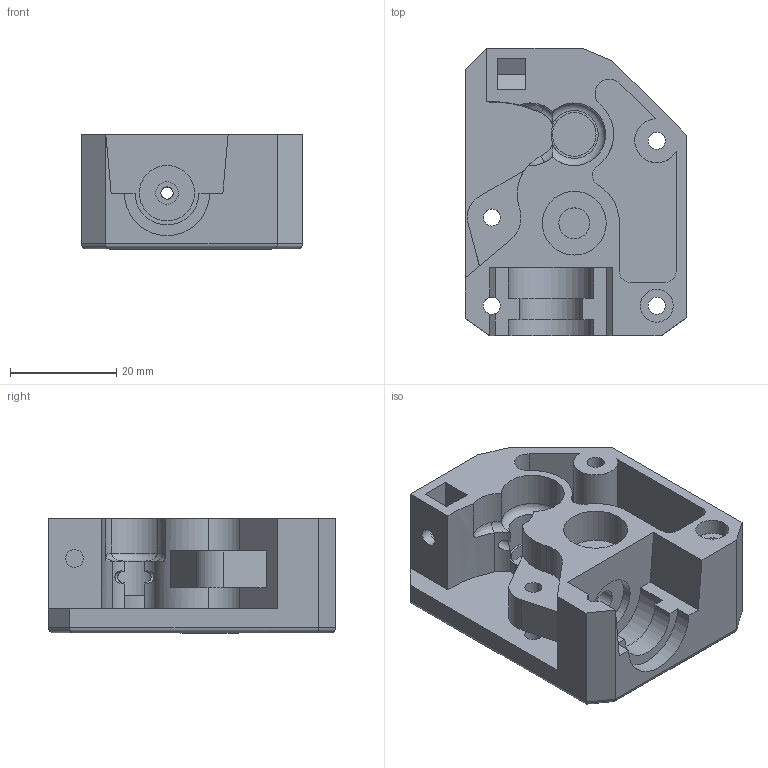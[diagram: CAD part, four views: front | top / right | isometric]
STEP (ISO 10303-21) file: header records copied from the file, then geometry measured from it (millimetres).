
FILE_DESCRIPTION(/* description */ (''),/* implementation_level */ '2;1');
FILE_NAME(/* name */ 'BMG lower platform.stp',/* time_stamp */ '2020-11-19T20:21:27+03:00',/* author */ ('Max'),/* organization */ (''),/* preprocessor_version */ 'ST-DEVELOPER v16.5',/* originating_system */ 'Autodesk Inventor 2017',/* authorisation */ '');
FILE_SCHEMA (('AUTOMOTIVE_DESIGN { 1 0 10303 214 3 1 1 }'));
Length unit declared in the file: millimetre
Products named in the file (1): BMG мой
Bounding box: 41.6 x 54 x 21.6 mm (x, y, z)
Volume: 24702.7 mm3; surface area: 12713.7 mm2
Topology: 1 solids, 1 shells, 274 faces, 731 edges, 482 vertices
Faces by surface type: plane 156, bspline 64, cylinder 50, torus 3, cone 1
Full cylindrical faces by diameter (mm): 2.3 x2, 3.2 x2, 3.25 x3, 3.3 x2, 4.3 x1, 5.2 x1, 5.8 x4, 6.2 x1, 8.2 x1, 10.4 x1, 12 x1
Entity records: 8863 total; most frequent: CARTESIAN_POINT 2413, ORIENTED_EDGE 1412, DIRECTION 1093, EDGE_CURVE 706, VERTEX_POINT 477, LINE 473, VECTOR 473, EDGE_LOOP 333
